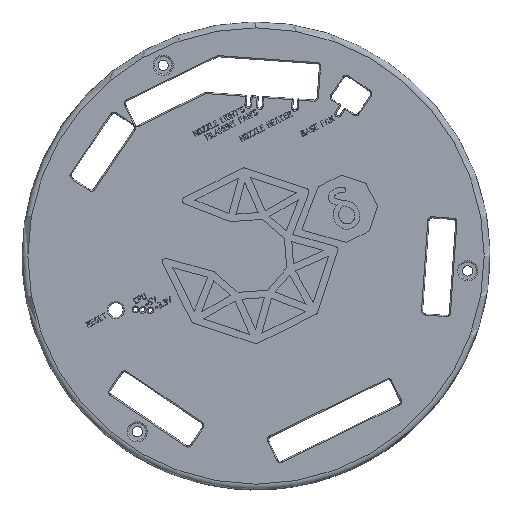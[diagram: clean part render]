
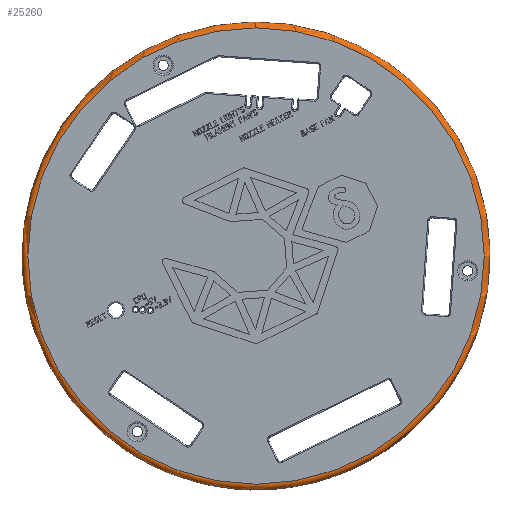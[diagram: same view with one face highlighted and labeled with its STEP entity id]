
A CAD part, top view. The second image highlights one B-rep face of the part: STEP entity #25260.
In plain terms, the highlighted toroidal (fillet/blend) face has major radius 78 mm and minor radius 2 mm.
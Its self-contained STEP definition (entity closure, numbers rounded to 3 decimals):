
#2006=TOROIDAL_SURFACE('',#26249,78.,2.);
#4172=FACE_OUTER_BOUND('',#5661,.T.);
#5661=EDGE_LOOP('',(#23880,#23881,#23882,#23883,#23884,#23885,#23886,#23887,
#23888));
#10033=CIRCLE('',#25307,78.);
#10034=CIRCLE('',#25308,78.);
#10086=CIRCLE('',#25896,80.);
#10089=CIRCLE('',#25902,80.);
#10091=CIRCLE('',#25904,80.);
#10092=CIRCLE('',#25905,80.);
#10137=CIRCLE('',#25955,80.);
#10261=CIRCLE('',#26250,2.);
#10276=VERTEX_POINT('',#30418);
#10277=VERTEX_POINT('',#30419);
#12526=VERTEX_POINT('',#45068);
#12527=VERTEX_POINT('',#45079);
#12534=VERTEX_POINT('',#45127);
#12537=VERTEX_POINT('',#45133);
#12538=VERTEX_POINT('',#45135);
#12735=EDGE_CURVE('',#10276,#10277,#10033,.T.);
#12736=EDGE_CURVE('',#10277,#10276,#10034,.T.);
#16072=EDGE_CURVE('',#12527,#12526,#10086,.T.);
#16083=EDGE_CURVE('',#12534,#12527,#10089,.T.);
#16087=EDGE_CURVE('',#12538,#12537,#10091,.T.);
#16088=EDGE_CURVE('',#12526,#12538,#10092,.T.);
#16186=EDGE_CURVE('',#12537,#12534,#10137,.T.);
#16438=EDGE_CURVE('',#10277,#12538,#10261,.T.);
#23880=ORIENTED_EDGE('',*,*,#12735,.T.);
#23881=ORIENTED_EDGE('',*,*,#16438,.T.);
#23882=ORIENTED_EDGE('',*,*,#16087,.T.);
#23883=ORIENTED_EDGE('',*,*,#16186,.T.);
#23884=ORIENTED_EDGE('',*,*,#16083,.T.);
#23885=ORIENTED_EDGE('',*,*,#16072,.T.);
#23886=ORIENTED_EDGE('',*,*,#16088,.T.);
#23887=ORIENTED_EDGE('',*,*,#16438,.F.);
#23888=ORIENTED_EDGE('',*,*,#12736,.T.);
#25260=ADVANCED_FACE('',(#4172),#2006,.T.);
#25307=AXIS2_PLACEMENT_3D('',#30420,#26311,#26312);
#25308=AXIS2_PLACEMENT_3D('',#30421,#26313,#26314);
#25896=AXIS2_PLACEMENT_3D('',#45080,#29484,#29485);
#25902=AXIS2_PLACEMENT_3D('',#45128,#29501,#29502);
#25904=AXIS2_PLACEMENT_3D('',#45136,#29507,#29508);
#25905=AXIS2_PLACEMENT_3D('',#45137,#29509,#29510);
#25955=AXIS2_PLACEMENT_3D('',#45404,#29654,#29655);
#26249=AXIS2_PLACEMENT_3D('',#45936,#30367,#30368);
#26250=AXIS2_PLACEMENT_3D('',#45937,#30369,#30370);
#26311=DIRECTION('center_axis',(0.,0.,-1.));
#26312=DIRECTION('ref_axis',(-1.,0.,0.));
#26313=DIRECTION('center_axis',(0.,0.,-1.));
#26314=DIRECTION('ref_axis',(-1.,0.,0.));
#29484=DIRECTION('center_axis',(0.,0.,1.));
#29485=DIRECTION('ref_axis',(-1.,0.,0.));
#29501=DIRECTION('center_axis',(0.,0.,1.));
#29502=DIRECTION('ref_axis',(-1.,0.,0.));
#29507=DIRECTION('center_axis',(0.,0.,1.));
#29508=DIRECTION('ref_axis',(-1.,0.,0.));
#29509=DIRECTION('center_axis',(0.,0.,1.));
#29510=DIRECTION('ref_axis',(-1.,0.,0.));
#29654=DIRECTION('center_axis',(0.,0.,1.));
#29655=DIRECTION('ref_axis',(-1.,0.,0.));
#30367=DIRECTION('center_axis',(0.,0.,1.));
#30368=DIRECTION('ref_axis',(1.,0.,0.));
#30369=DIRECTION('center_axis',(0.,-1.,0.));
#30370=DIRECTION('ref_axis',(-1.,0.,0.));
#30418=CARTESIAN_POINT('',(0.,-78.,1.));
#30419=CARTESIAN_POINT('',(-78.,0.,1.));
#30420=CARTESIAN_POINT('Origin',(0.,0.,1.));
#30421=CARTESIAN_POINT('Origin',(0.,0.,1.));
#45068=CARTESIAN_POINT('',(-73.008,32.709,-1.));
#45079=CARTESIAN_POINT('',(24.809,76.056,-1.));
#45080=CARTESIAN_POINT('Origin',(0.,0.,-1.));
#45127=CARTESIAN_POINT('',(61.274,51.434,-1.));
#45128=CARTESIAN_POINT('Origin',(0.,0.,-1.));
#45133=CARTESIAN_POINT('',(-76.411,-23.691,-1.));
#45135=CARTESIAN_POINT('',(-80.,0.,-1.));
#45136=CARTESIAN_POINT('Origin',(0.,0.,-1.));
#45137=CARTESIAN_POINT('Origin',(0.,0.,-1.));
#45404=CARTESIAN_POINT('Origin',(0.,0.,-1.));
#45936=CARTESIAN_POINT('Origin',(0.,0.,-1.));
#45937=CARTESIAN_POINT('Origin',(-78.,0.,-1.));
